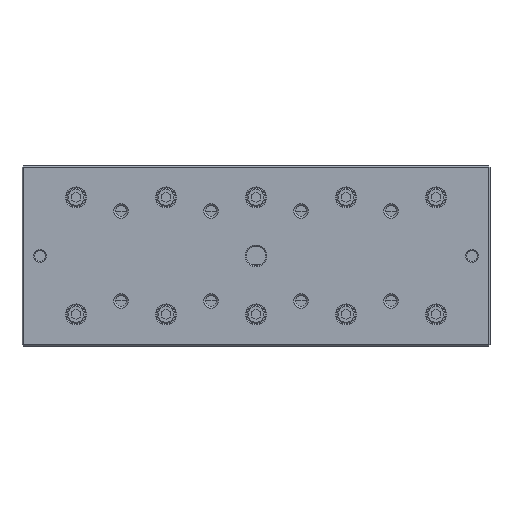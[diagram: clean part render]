
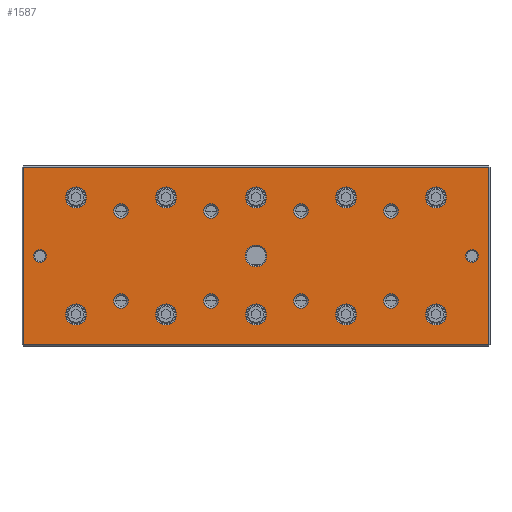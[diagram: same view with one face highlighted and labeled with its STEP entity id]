
A CAD part, top view. The second image highlights one B-rep face of the part: STEP entity #1587.
In plain terms, the highlighted planar face has unit normal (0, 0, 1).
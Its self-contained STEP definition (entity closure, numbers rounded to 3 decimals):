
#796=FACE_BOUND('',#3221,.T.);
#797=FACE_BOUND('',#3222,.T.);
#798=FACE_BOUND('',#3223,.T.);
#799=FACE_BOUND('',#3224,.T.);
#800=FACE_BOUND('',#3225,.T.);
#801=FACE_BOUND('',#3226,.T.);
#802=FACE_BOUND('',#3227,.T.);
#803=FACE_BOUND('',#3228,.T.);
#804=FACE_BOUND('',#3229,.T.);
#805=FACE_BOUND('',#3230,.T.);
#806=FACE_BOUND('',#3231,.T.);
#807=FACE_BOUND('',#3232,.T.);
#808=FACE_BOUND('',#3233,.T.);
#809=FACE_BOUND('',#3234,.T.);
#810=FACE_BOUND('',#3235,.T.);
#811=FACE_BOUND('',#3236,.T.);
#812=FACE_BOUND('',#3237,.T.);
#813=FACE_BOUND('',#3238,.T.);
#814=FACE_BOUND('',#3239,.T.);
#815=FACE_BOUND('',#3240,.T.);
#816=FACE_BOUND('',#3241,.T.);
#817=FACE_BOUND('',#3242,.T.);
#1202=CIRCLE('',#10879,6.);
#1203=CIRCLE('',#10880,3.5);
#1204=CIRCLE('',#10881,3.5);
#1205=CIRCLE('',#10882,4.);
#1206=CIRCLE('',#10883,4.);
#1207=CIRCLE('',#10884,4.);
#1208=CIRCLE('',#10885,4.);
#1209=CIRCLE('',#10886,4.);
#1210=CIRCLE('',#10887,4.);
#1211=CIRCLE('',#10888,4.);
#1212=CIRCLE('',#10889,4.);
#1213=CIRCLE('',#10890,5.825);
#1214=CIRCLE('',#10891,5.825);
#1215=CIRCLE('',#10892,5.825);
#1216=CIRCLE('',#10893,5.825);
#1217=CIRCLE('',#10894,5.825);
#1218=CIRCLE('',#10895,5.825);
#1219=CIRCLE('',#10896,5.825);
#1220=CIRCLE('',#10897,5.825);
#1221=CIRCLE('',#10898,5.825);
#1222=CIRCLE('',#10899,5.825);
#1587=ADVANCED_FACE('',(#796,#797,#798,#799,#800,#801,#802,#803,#804,#805,
#806,#807,#808,#809,#810,#811,#812,#813,#814,#815,#816,#817),#2171,.F.);
#2171=PLANE('',#10900);
#3221=EDGE_LOOP('',(#4812));
#3222=EDGE_LOOP('',(#4813));
#3223=EDGE_LOOP('',(#4814));
#3224=EDGE_LOOP('',(#4815));
#3225=EDGE_LOOP('',(#4816));
#3226=EDGE_LOOP('',(#4817));
#3227=EDGE_LOOP('',(#4818));
#3228=EDGE_LOOP('',(#4819));
#3229=EDGE_LOOP('',(#4820));
#3230=EDGE_LOOP('',(#4821));
#3231=EDGE_LOOP('',(#4822));
#3232=EDGE_LOOP('',(#4823));
#3233=EDGE_LOOP('',(#4824));
#3234=EDGE_LOOP('',(#4825));
#3235=EDGE_LOOP('',(#4826));
#3236=EDGE_LOOP('',(#4827));
#3237=EDGE_LOOP('',(#4828));
#3238=EDGE_LOOP('',(#4829));
#3239=EDGE_LOOP('',(#4830));
#3240=EDGE_LOOP('',(#4831));
#3241=EDGE_LOOP('',(#4832));
#3242=EDGE_LOOP('',(#4833,#4834,#4835,#4836));
#4812=ORIENTED_EDGE('',*,*,#7937,.T.);
#4813=ORIENTED_EDGE('',*,*,#7938,.F.);
#4814=ORIENTED_EDGE('',*,*,#7939,.T.);
#4815=ORIENTED_EDGE('',*,*,#7940,.T.);
#4816=ORIENTED_EDGE('',*,*,#7941,.T.);
#4817=ORIENTED_EDGE('',*,*,#7942,.T.);
#4818=ORIENTED_EDGE('',*,*,#7943,.T.);
#4819=ORIENTED_EDGE('',*,*,#7944,.T.);
#4820=ORIENTED_EDGE('',*,*,#7945,.T.);
#4821=ORIENTED_EDGE('',*,*,#7946,.T.);
#4822=ORIENTED_EDGE('',*,*,#7947,.T.);
#4823=ORIENTED_EDGE('',*,*,#7948,.T.);
#4824=ORIENTED_EDGE('',*,*,#7949,.T.);
#4825=ORIENTED_EDGE('',*,*,#7950,.T.);
#4826=ORIENTED_EDGE('',*,*,#7951,.T.);
#4827=ORIENTED_EDGE('',*,*,#7952,.T.);
#4828=ORIENTED_EDGE('',*,*,#7953,.T.);
#4829=ORIENTED_EDGE('',*,*,#7954,.T.);
#4830=ORIENTED_EDGE('',*,*,#7955,.T.);
#4831=ORIENTED_EDGE('',*,*,#7956,.T.);
#4832=ORIENTED_EDGE('',*,*,#7957,.T.);
#4833=ORIENTED_EDGE('',*,*,#7958,.T.);
#4834=ORIENTED_EDGE('',*,*,#7959,.T.);
#4835=ORIENTED_EDGE('',*,*,#7960,.T.);
#4836=ORIENTED_EDGE('',*,*,#7961,.T.);
#6860=VERTEX_POINT('',#15674);
#6861=VERTEX_POINT('',#15676);
#6862=VERTEX_POINT('',#15678);
#6863=VERTEX_POINT('',#15680);
#6864=VERTEX_POINT('',#15682);
#6865=VERTEX_POINT('',#15684);
#6866=VERTEX_POINT('',#15686);
#6867=VERTEX_POINT('',#15688);
#6868=VERTEX_POINT('',#15690);
#6869=VERTEX_POINT('',#15692);
#6870=VERTEX_POINT('',#15694);
#6871=VERTEX_POINT('',#15696);
#6872=VERTEX_POINT('',#15698);
#6873=VERTEX_POINT('',#15700);
#6874=VERTEX_POINT('',#15702);
#6875=VERTEX_POINT('',#15704);
#6876=VERTEX_POINT('',#15706);
#6877=VERTEX_POINT('',#15708);
#6878=VERTEX_POINT('',#15710);
#6879=VERTEX_POINT('',#15712);
#6880=VERTEX_POINT('',#15714);
#6881=VERTEX_POINT('',#15716);
#6882=VERTEX_POINT('',#15717);
#6883=VERTEX_POINT('',#15719);
#6884=VERTEX_POINT('',#15721);
#7937=EDGE_CURVE('',#6860,#6860,#1202,.T.);
#7938=EDGE_CURVE('',#6861,#6861,#1203,.T.);
#7939=EDGE_CURVE('',#6862,#6862,#1204,.T.);
#7940=EDGE_CURVE('',#6863,#6863,#1205,.T.);
#7941=EDGE_CURVE('',#6864,#6864,#1206,.T.);
#7942=EDGE_CURVE('',#6865,#6865,#1207,.T.);
#7943=EDGE_CURVE('',#6866,#6866,#1208,.T.);
#7944=EDGE_CURVE('',#6867,#6867,#1209,.T.);
#7945=EDGE_CURVE('',#6868,#6868,#1210,.T.);
#7946=EDGE_CURVE('',#6869,#6869,#1211,.T.);
#7947=EDGE_CURVE('',#6870,#6870,#1212,.T.);
#7948=EDGE_CURVE('',#6871,#6871,#1213,.T.);
#7949=EDGE_CURVE('',#6872,#6872,#1214,.T.);
#7950=EDGE_CURVE('',#6873,#6873,#1215,.T.);
#7951=EDGE_CURVE('',#6874,#6874,#1216,.T.);
#7952=EDGE_CURVE('',#6875,#6875,#1217,.T.);
#7953=EDGE_CURVE('',#6876,#6876,#1218,.T.);
#7954=EDGE_CURVE('',#6877,#6877,#1219,.T.);
#7955=EDGE_CURVE('',#6878,#6878,#1220,.T.);
#7956=EDGE_CURVE('',#6879,#6879,#1221,.T.);
#7957=EDGE_CURVE('',#6880,#6880,#1222,.T.);
#7958=EDGE_CURVE('',#6881,#6882,#9080,.T.);
#7959=EDGE_CURVE('',#6882,#6883,#9081,.T.);
#7960=EDGE_CURVE('',#6883,#6884,#9082,.T.);
#7961=EDGE_CURVE('',#6884,#6881,#9083,.T.);
#9080=LINE('',#15715,#9966);
#9081=LINE('',#15718,#9967);
#9082=LINE('',#15720,#9968);
#9083=LINE('',#15722,#9969);
#9966=VECTOR('',#12496,1.);
#9967=VECTOR('',#12497,1.);
#9968=VECTOR('',#12498,1.);
#9969=VECTOR('',#12499,1.);
#10879=AXIS2_PLACEMENT_3D('',#15673,#12454,#12455);
#10880=AXIS2_PLACEMENT_3D('',#15675,#12456,#12457);
#10881=AXIS2_PLACEMENT_3D('',#15677,#12458,#12459);
#10882=AXIS2_PLACEMENT_3D('',#15679,#12460,#12461);
#10883=AXIS2_PLACEMENT_3D('',#15681,#12462,#12463);
#10884=AXIS2_PLACEMENT_3D('',#15683,#12464,#12465);
#10885=AXIS2_PLACEMENT_3D('',#15685,#12466,#12467);
#10886=AXIS2_PLACEMENT_3D('',#15687,#12468,#12469);
#10887=AXIS2_PLACEMENT_3D('',#15689,#12470,#12471);
#10888=AXIS2_PLACEMENT_3D('',#15691,#12472,#12473);
#10889=AXIS2_PLACEMENT_3D('',#15693,#12474,#12475);
#10890=AXIS2_PLACEMENT_3D('',#15695,#12476,#12477);
#10891=AXIS2_PLACEMENT_3D('',#15697,#12478,#12479);
#10892=AXIS2_PLACEMENT_3D('',#15699,#12480,#12481);
#10893=AXIS2_PLACEMENT_3D('',#15701,#12482,#12483);
#10894=AXIS2_PLACEMENT_3D('',#15703,#12484,#12485);
#10895=AXIS2_PLACEMENT_3D('',#15705,#12486,#12487);
#10896=AXIS2_PLACEMENT_3D('',#15707,#12488,#12489);
#10897=AXIS2_PLACEMENT_3D('',#15709,#12490,#12491);
#10898=AXIS2_PLACEMENT_3D('',#15711,#12492,#12493);
#10899=AXIS2_PLACEMENT_3D('',#15713,#12494,#12495);
#10900=AXIS2_PLACEMENT_3D('',#15723,#12500,#12501);
#12454=DIRECTION('',(0.,0.,-1.));
#12455=DIRECTION('',(-1.,0.,0.));
#12456=DIRECTION('',(0.,0.,1.));
#12457=DIRECTION('',(1.,0.,0.));
#12458=DIRECTION('',(0.,0.,-1.));
#12459=DIRECTION('',(-1.,0.,0.));
#12460=DIRECTION('',(0.,0.,-1.));
#12461=DIRECTION('',(-1.,0.,0.));
#12462=DIRECTION('',(0.,0.,-1.));
#12463=DIRECTION('',(-1.,0.,0.));
#12464=DIRECTION('',(0.,0.,-1.));
#12465=DIRECTION('',(-1.,0.,0.));
#12466=DIRECTION('',(0.,0.,-1.));
#12467=DIRECTION('',(-1.,0.,0.));
#12468=DIRECTION('',(0.,0.,-1.));
#12469=DIRECTION('',(-1.,0.,0.));
#12470=DIRECTION('',(0.,0.,-1.));
#12471=DIRECTION('',(-1.,0.,0.));
#12472=DIRECTION('',(0.,0.,-1.));
#12473=DIRECTION('',(-1.,0.,0.));
#12474=DIRECTION('',(0.,0.,-1.));
#12475=DIRECTION('',(-1.,0.,0.));
#12476=DIRECTION('',(0.,0.,-1.));
#12477=DIRECTION('',(-1.,0.,0.));
#12478=DIRECTION('',(0.,0.,-1.));
#12479=DIRECTION('',(-1.,0.,0.));
#12480=DIRECTION('',(0.,0.,-1.));
#12481=DIRECTION('',(-1.,0.,0.));
#12482=DIRECTION('',(0.,0.,-1.));
#12483=DIRECTION('',(-1.,0.,0.));
#12484=DIRECTION('',(0.,0.,-1.));
#12485=DIRECTION('',(-1.,0.,0.));
#12486=DIRECTION('',(0.,0.,-1.));
#12487=DIRECTION('',(-1.,0.,0.));
#12488=DIRECTION('',(0.,0.,-1.));
#12489=DIRECTION('',(-1.,0.,0.));
#12490=DIRECTION('',(0.,0.,-1.));
#12491=DIRECTION('',(-1.,0.,0.));
#12492=DIRECTION('',(0.,0.,-1.));
#12493=DIRECTION('',(-1.,0.,0.));
#12494=DIRECTION('',(0.,0.,-1.));
#12495=DIRECTION('',(-1.,0.,0.));
#12496=DIRECTION('',(1.,0.,0.));
#12497=DIRECTION('',(0.,1.,0.));
#12498=DIRECTION('',(-1.,0.,0.));
#12499=DIRECTION('',(0.,-1.,0.));
#12500=DIRECTION('',(0.,0.,-1.));
#12501=DIRECTION('',(-1.,0.,0.));
#15673=CARTESIAN_POINT('',(210.,50.,40.));
#15674=CARTESIAN_POINT('',(204.,50.,40.));
#15675=CARTESIAN_POINT('',(330.,50.,40.));
#15676=CARTESIAN_POINT('',(333.5,50.,40.));
#15677=CARTESIAN_POINT('',(90.,50.,40.));
#15678=CARTESIAN_POINT('',(86.5,50.,40.));
#15679=CARTESIAN_POINT('',(285.,25.,40.));
#15680=CARTESIAN_POINT('',(281.,25.,40.));
#15681=CARTESIAN_POINT('',(285.,75.,40.));
#15682=CARTESIAN_POINT('',(281.,75.,40.));
#15683=CARTESIAN_POINT('',(235.,25.,40.));
#15684=CARTESIAN_POINT('',(231.,25.,40.));
#15685=CARTESIAN_POINT('',(235.,75.,40.));
#15686=CARTESIAN_POINT('',(231.,75.,40.));
#15687=CARTESIAN_POINT('',(185.,25.,40.));
#15688=CARTESIAN_POINT('',(181.,25.,40.));
#15689=CARTESIAN_POINT('',(185.,75.,40.));
#15690=CARTESIAN_POINT('',(181.,75.,40.));
#15691=CARTESIAN_POINT('',(135.,25.,40.));
#15692=CARTESIAN_POINT('',(131.,25.,40.));
#15693=CARTESIAN_POINT('',(135.,75.,40.));
#15694=CARTESIAN_POINT('',(131.,75.,40.));
#15695=CARTESIAN_POINT('',(310.,17.5,40.));
#15696=CARTESIAN_POINT('',(304.175,17.5,40.));
#15697=CARTESIAN_POINT('',(310.,82.5,40.));
#15698=CARTESIAN_POINT('',(304.175,82.5,40.));
#15699=CARTESIAN_POINT('',(260.,17.5,40.));
#15700=CARTESIAN_POINT('',(254.175,17.5,40.));
#15701=CARTESIAN_POINT('',(260.,82.5,40.));
#15702=CARTESIAN_POINT('',(254.175,82.5,40.));
#15703=CARTESIAN_POINT('',(210.,17.5,40.));
#15704=CARTESIAN_POINT('',(204.175,17.5,40.));
#15705=CARTESIAN_POINT('',(210.,82.5,40.));
#15706=CARTESIAN_POINT('',(204.175,82.5,40.));
#15707=CARTESIAN_POINT('',(160.,17.5,40.));
#15708=CARTESIAN_POINT('',(154.175,17.5,40.));
#15709=CARTESIAN_POINT('',(160.,82.5,40.));
#15710=CARTESIAN_POINT('',(154.175,82.5,40.));
#15711=CARTESIAN_POINT('',(110.,17.5,40.));
#15712=CARTESIAN_POINT('',(104.175,17.5,40.));
#15713=CARTESIAN_POINT('',(110.,82.5,40.));
#15714=CARTESIAN_POINT('',(104.175,82.5,40.));
#15715=CARTESIAN_POINT('',(340.,0.7,40.));
#15716=CARTESIAN_POINT('',(80.7,0.7,40.));
#15717=CARTESIAN_POINT('',(339.3,0.7,40.));
#15718=CARTESIAN_POINT('',(339.3,100.,40.));
#15719=CARTESIAN_POINT('',(339.3,99.3,40.));
#15720=CARTESIAN_POINT('',(340.,99.3,40.));
#15721=CARTESIAN_POINT('',(80.7,99.3,40.));
#15722=CARTESIAN_POINT('',(80.7,0.7,40.));
#15723=CARTESIAN_POINT('',(340.,100.,40.));
